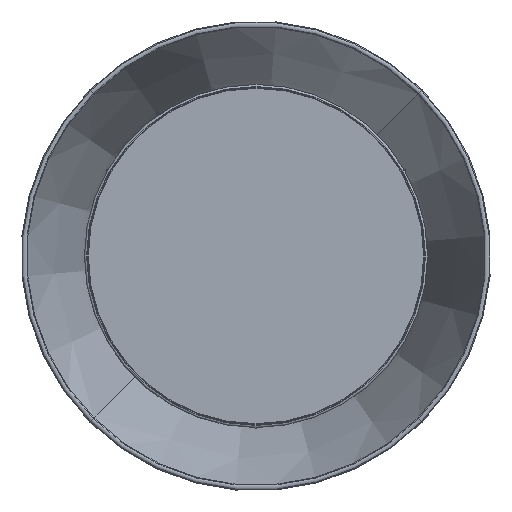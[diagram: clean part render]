
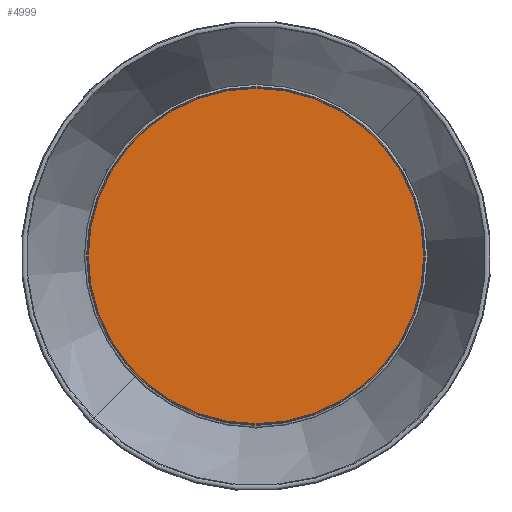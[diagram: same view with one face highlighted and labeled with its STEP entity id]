
A CAD part, front view. The second image highlights one B-rep face of the part: STEP entity #4999.
In plain terms, the highlighted planar face has unit normal (0, -1, 0).
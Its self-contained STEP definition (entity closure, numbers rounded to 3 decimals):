
#580 = AXIS2_PLACEMENT_3D ( 'NONE', #16870, #4396, #12760 ) ;
#1848 = AXIS2_PLACEMENT_3D ( 'NONE', #3510, #4849, #18979 ) ;
#2171 = CIRCLE ( 'NONE', #1848, 217.19 ) ;
#3510 = CARTESIAN_POINT ( 'NONE',  ( 0., 0., 0. ) ) ;
#4396 = DIRECTION ( 'NONE',  ( 0., 1., 0. ) ) ;
#4849 = DIRECTION ( 'NONE',  ( 0., 1., 0. ) ) ;
#4999 = ADVANCED_FACE ( 'NONE', ( #12392 ), #6622, .F. ) ;
#5351 = CARTESIAN_POINT ( 'NONE',  ( 0., 0., 0. ) ) ;
#6332 = AXIS2_PLACEMENT_3D ( 'NONE', #5351, #16290, #13229 ) ;
#6622 = PLANE ( 'NONE',  #580 ) ;
#6907 = CARTESIAN_POINT ( 'NONE',  ( 0., 0., 217.19 ) ) ;
#8544 = VERTEX_POINT ( 'NONE', #20022 ) ;
#8648 = ORIENTED_EDGE ( 'NONE', *, *, #9419, .F. ) ;
#9419 = EDGE_CURVE ( 'NONE', #14583, #8544, #11252, .T. ) ;
#11252 = CIRCLE ( 'NONE', #6332, 217.19 ) ;
#12392 = FACE_OUTER_BOUND ( 'NONE', #16473, .T. ) ;
#12760 = DIRECTION ( 'NONE',  ( 0., 0., 1. ) ) ;
#13229 = DIRECTION ( 'NONE',  ( 0., 0., -1. ) ) ;
#14583 = VERTEX_POINT ( 'NONE', #6907 ) ;
#16290 = DIRECTION ( 'NONE',  ( 0., 1., 0. ) ) ;
#16345 = ORIENTED_EDGE ( 'NONE', *, *, #18941, .F. ) ;
#16473 = EDGE_LOOP ( 'NONE', ( #16345, #8648 ) ) ;
#16870 = CARTESIAN_POINT ( 'NONE',  ( 0., 0., 0. ) ) ;
#18941 = EDGE_CURVE ( 'NONE', #8544, #14583, #2171, .T. ) ;
#18979 = DIRECTION ( 'NONE',  ( 0., 0., -1. ) ) ;
#20022 = CARTESIAN_POINT ( 'NONE',  ( 0., 0., -217.19 ) ) ;
